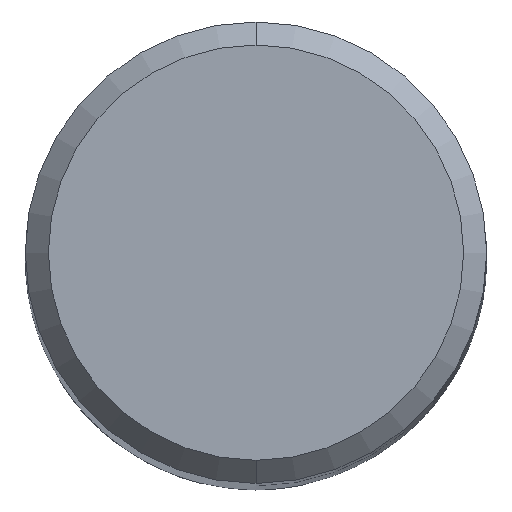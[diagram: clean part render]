
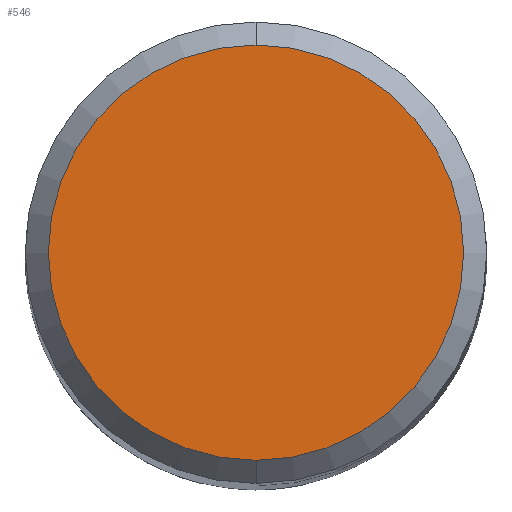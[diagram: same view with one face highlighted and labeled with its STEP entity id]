
A CAD part, top view. The second image highlights one B-rep face of the part: STEP entity #546.
In plain terms, the highlighted planar face has unit normal (0, 0, 1).
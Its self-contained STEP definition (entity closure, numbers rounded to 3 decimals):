
#546=ADVANCED_FACE('',(#1073),#1074,.T.);
#614=EDGE_CURVE('',#644,#690,#1145,.T.);
#638=EDGE_CURVE('',#690,#644,#1171,.T.);
#644=VERTEX_POINT('',#1177);
#690=VERTEX_POINT('',#1225);
#1073=FACE_OUTER_BOUND('',#3044,.T.);
#1074=PLANE('',#3045);
#1145=CIRCLE('',#3742,7.2);
#1171=CIRCLE('',#3818,7.2);
#1177=CARTESIAN_POINT('',(0.0,7.2,0.0));
#1225=CARTESIAN_POINT('',(0.,-7.2,0.0));
#3044=EDGE_LOOP('',(#4673,#4674));
#3045=AXIS2_PLACEMENT_3D('',#4675,#4676,#4677);
#3742=AXIS2_PLACEMENT_3D('',#4725,#4726,#4727);
#3818=AXIS2_PLACEMENT_3D('',#4770,#4771,#4772);
#4673=ORIENTED_EDGE('',*,*,#614,.F.);
#4674=ORIENTED_EDGE('',*,*,#638,.F.);
#4675=CARTESIAN_POINT('',(0.0,3.6,0.0));
#4676=DIRECTION('',(-0.0,0.0,1.0));
#4677=DIRECTION('',(0.0,-1.0,0.0));
#4725=CARTESIAN_POINT('',(0.0,0.0,0.0));
#4726=DIRECTION('',(0.0,0.0,-1.0));
#4727=DIRECTION('',(0.0,1.0,0.0));
#4770=CARTESIAN_POINT('',(0.0,0.0,0.0));
#4771=DIRECTION('',(0.0,0.0,-1.0));
#4772=DIRECTION('',(0.0,1.0,0.0));
